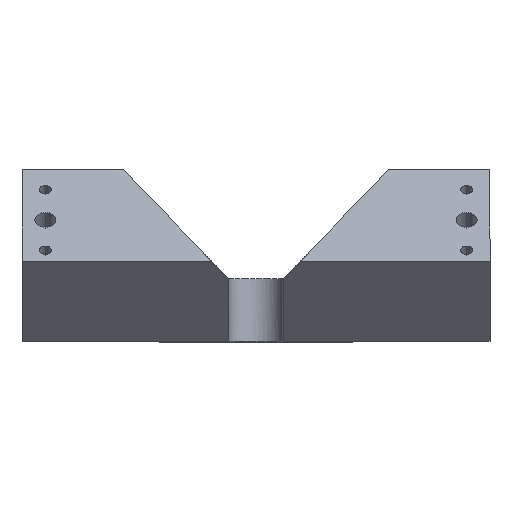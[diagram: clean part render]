
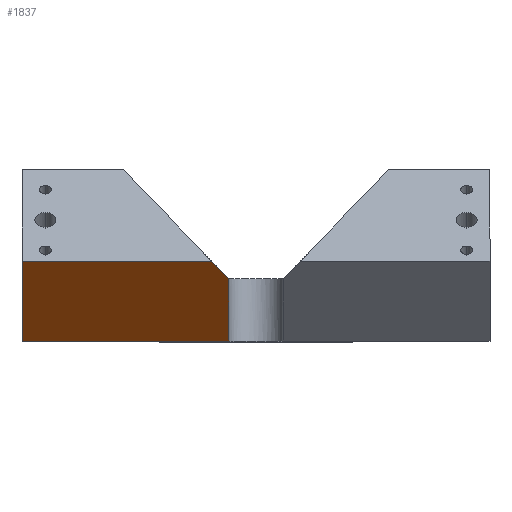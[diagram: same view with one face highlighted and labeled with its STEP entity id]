
A CAD part, top view. The second image highlights one B-rep face of the part: STEP entity #1837.
In plain terms, the highlighted planar face has unit normal (0, -0.707, 0.707).
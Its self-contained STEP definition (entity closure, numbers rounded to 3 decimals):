
#44 = ORIENTED_EDGE ( 'NONE', *, *, #2101, .F. ) ;
#95 = DIRECTION ( 'NONE',  ( 0., 0.707, 0.707 ) ) ;
#103 = DIRECTION ( 'NONE',  ( 0., -0.707, -0.707 ) ) ;
#150 = VECTOR ( 'NONE', #1846, 1000. ) ;
#323 = LINE ( 'NONE', #1002, #2211 ) ;
#329 = CARTESIAN_POINT ( 'NONE',  ( -3.5, -1.754, 85.754 ) ) ;
#338 = ORIENTED_EDGE ( 'NONE', *, *, #759, .F. ) ;
#511 = ORIENTED_EDGE ( 'NONE', *, *, #1931, .F. ) ;
#518 = CARTESIAN_POINT ( 'NONE',  ( -3.286, -0.222, 87.286 ) ) ;
#524 = VERTEX_POINT ( 'NONE', #2280 ) ;
#658 = EDGE_CURVE ( 'NONE', #1230, #3005, #905, .T. ) ;
#739 = DIRECTION ( 'NONE',  ( 0., 0.707, 0.707 ) ) ;
#759 = EDGE_CURVE ( 'NONE', #1282, #1230, #1968, .T. ) ;
#767 = DIRECTION ( 'NONE',  ( 0.564, -0.584, -0.584 ) ) ;
#775 = EDGE_CURVE ( 'NONE', #993, #2929, #1925, .T. ) ;
#905 = LINE ( 'NONE', #1437, #150 ) ;
#977 = FACE_OUTER_BOUND ( 'NONE', #1990, .T. ) ;
#993 = VERTEX_POINT ( 'NONE', #2276 ) ;
#1002 = CARTESIAN_POINT ( 'NONE',  ( -30., 9.314, 96.822 ) ) ;
#1006 = CARTESIAN_POINT ( 'NONE',  ( -3.488, -7.837, 79.671 ) ) ;
#1041 = CARTESIAN_POINT ( 'NONE',  ( -3.5, -7.508, 80. ) ) ;
#1074 = CARTESIAN_POINT ( 'NONE',  ( -38.863, 2.246, 89.754 ) ) ;
#1230 = VERTEX_POINT ( 'NONE', #1489 ) ;
#1282 = VERTEX_POINT ( 'NONE', #1041 ) ;
#1290 = EDGE_CURVE ( 'NONE', #993, #524, #1762, .T. ) ;
#1372 = CARTESIAN_POINT ( 'NONE',  ( -3.5, 0., 87.508 ) ) ;
#1437 = CARTESIAN_POINT ( 'NONE',  ( 12.425, -8., 79.508 ) ) ;
#1474 = AXIS2_PLACEMENT_3D ( 'NONE', #2367, #2116, #739 ) ;
#1489 = CARTESIAN_POINT ( 'NONE',  ( -3.465, -8., 79.508 ) ) ;
#1507 = CARTESIAN_POINT ( 'NONE',  ( -3.5, -7.508, 80. ) ) ;
#1748 = DIRECTION ( 'NONE',  ( -1., 0., 0. ) ) ;
#1762 = LINE ( 'NONE', #1074, #2173 ) ;
#1828 = VECTOR ( 'NONE', #767, 1000. ) ;
#1831 = ORIENTED_EDGE ( 'NONE', *, *, #658, .F. ) ;
#1837 = ADVANCED_FACE ( 'NONE', ( #977 ), #2634, .F. ) ;
#1846 = DIRECTION ( 'NONE',  ( -1., 0., 0. ) ) ;
#1925 = LINE ( 'NONE', #518, #1828 ) ;
#1931 = EDGE_CURVE ( 'NONE', #2929, #1282, #2436, .T. ) ;
#1968 =( BOUNDED_CURVE ( )  B_SPLINE_CURVE ( 3, ( #1507, #2422, #1006, #2432 ),
 .UNSPECIFIED., .F., .T. ) 
 B_SPLINE_CURVE_WITH_KNOTS ( ( 4, 4 ),
 ( 1.571, 1.712 ),
 .UNSPECIFIED. ) 
 CURVE ( )  GEOMETRIC_REPRESENTATION_ITEM ( )  RATIONAL_B_SPLINE_CURVE ( ( 1., 0.998, 0.998, 1. ) ) 
 REPRESENTATION_ITEM ( '' )  );
#1976 = ORIENTED_EDGE ( 'NONE', *, *, #775, .F. ) ;
#1990 = EDGE_LOOP ( 'NONE', ( #1831, #338, #511, #1976, #2892, #44 ) ) ;
#2101 = EDGE_CURVE ( 'NONE', #3005, #524, #323, .T. ) ;
#2116 = DIRECTION ( 'NONE',  ( 0., 0.707, -0.707 ) ) ;
#2173 = VECTOR ( 'NONE', #1748, 1000. ) ;
#2211 = VECTOR ( 'NONE', #95, 1000. ) ;
#2240 = VECTOR ( 'NONE', #103, 1000. ) ;
#2276 = CARTESIAN_POINT ( 'NONE',  ( -5.669, 2.246, 89.754 ) ) ;
#2280 = CARTESIAN_POINT ( 'NONE',  ( -30., 2.246, 89.754 ) ) ;
#2367 = CARTESIAN_POINT ( 'NONE',  ( -38.863, -47.754, 39.754 ) ) ;
#2422 = CARTESIAN_POINT ( 'NONE',  ( -3.5, -7.673, 79.835 ) ) ;
#2432 = CARTESIAN_POINT ( 'NONE',  ( -3.465, -8., 79.508 ) ) ;
#2436 = LINE ( 'NONE', #329, #2240 ) ;
#2634 = PLANE ( 'NONE',  #1474 ) ;
#2871 = CARTESIAN_POINT ( 'NONE',  ( -30., -8., 79.508 ) ) ;
#2892 = ORIENTED_EDGE ( 'NONE', *, *, #1290, .T. ) ;
#2929 = VERTEX_POINT ( 'NONE', #1372 ) ;
#3005 = VERTEX_POINT ( 'NONE', #2871 ) ;
